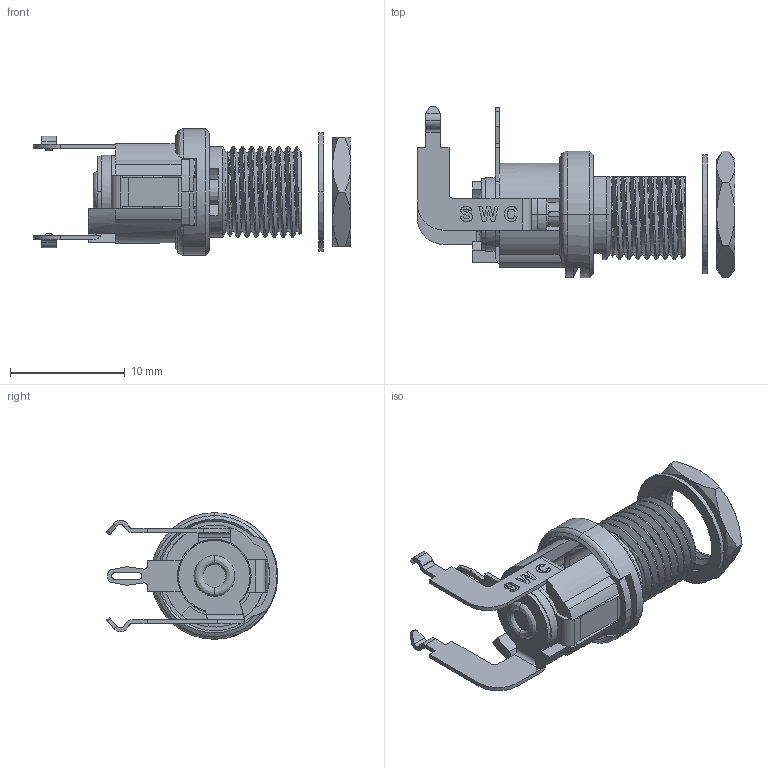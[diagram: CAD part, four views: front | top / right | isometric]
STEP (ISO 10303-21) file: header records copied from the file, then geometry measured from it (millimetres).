
FILE_DESCRIPTION (( 'STEP AP214' ), '1' );
FILE_NAME ('L721RALP.STEP', '2025-03-04T09:03:18', ( '' ), ( '' ), 'SwSTEP 2.0', 'SolidWorks 2024', '' );
FILE_SCHEMA (( 'AUTOMOTIVE_DESIGN' ));
Length unit declared in the file: millimetre
Products named in the file (1): L721RALP
Bounding box: 27.65 x 14.91 x 11.02 mm (x, y, z)
Volume: 698.9 mm3; surface area: 1822.2 mm2
Topology: 3 solids, 3 shells, 399 faces, 1153 edges, 751 vertices
Faces by surface type: cylinder 163, plane 160, cone 39, bspline 37
Entity records: 22180 total; most frequent: CARTESIAN_POINT 12372, ORIENTED_EDGE 2306, DIRECTION 1725, EDGE_CURVE 1153, VERTEX_POINT 751, AXIS2_PLACEMENT_3D 588, LINE 549, VECTOR 549
